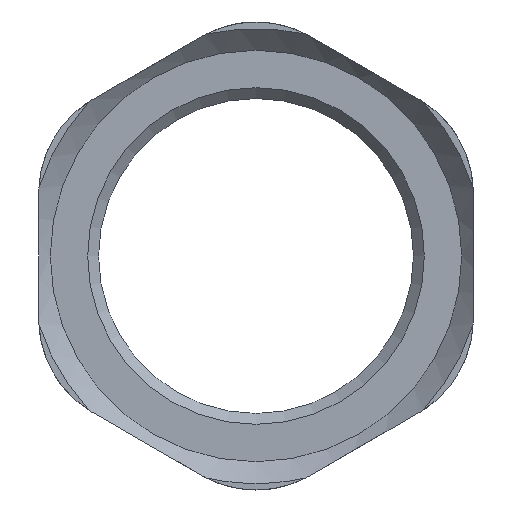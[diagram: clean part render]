
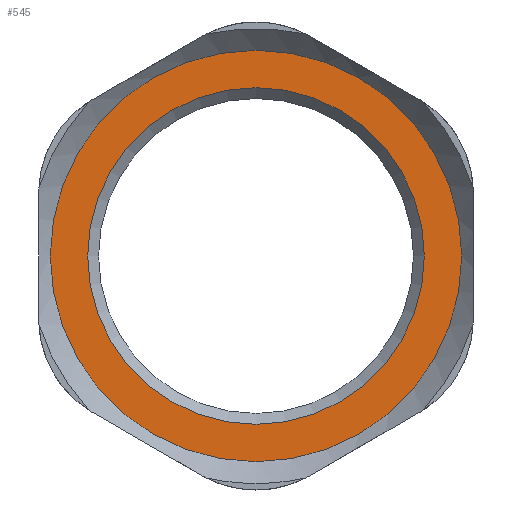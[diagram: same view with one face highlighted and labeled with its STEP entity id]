
A CAD part, front view. The second image highlights one B-rep face of the part: STEP entity #545.
In plain terms, the highlighted planar face has unit normal (0, -1, 0).
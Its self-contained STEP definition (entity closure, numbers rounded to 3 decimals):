
#57=FACE_BOUND('',#113,.T.);
#59=PLANE('',#601);
#82=FACE_OUTER_BOUND('',#112,.T.);
#112=EDGE_LOOP('',(#366));
#113=EDGE_LOOP('',(#367));
#187=CIRCLE('',#598,7.75);
#189=CIRCLE('',#602,9.474);
#211=VERTEX_POINT('',#786);
#213=VERTEX_POINT('',#794);
#272=EDGE_CURVE('',#211,#211,#187,.T.);
#275=EDGE_CURVE('',#213,#213,#189,.T.);
#366=ORIENTED_EDGE('',*,*,#275,.T.);
#367=ORIENTED_EDGE('',*,*,#272,.F.);
#545=ADVANCED_FACE('',(#82,#57),#59,.F.);
#598=AXIS2_PLACEMENT_3D('',#788,#657,#658);
#601=AXIS2_PLACEMENT_3D('',#793,#664,#665);
#602=AXIS2_PLACEMENT_3D('',#795,#666,#667);
#657=DIRECTION('center_axis',(0.,-1.,0.));
#658=DIRECTION('ref_axis',(1.,0.,0.));
#664=DIRECTION('center_axis',(0.,1.,0.));
#665=DIRECTION('ref_axis',(0.,0.,1.));
#666=DIRECTION('center_axis',(0.,-1.,0.));
#667=DIRECTION('ref_axis',(1.,0.,0.));
#786=CARTESIAN_POINT('',(-7.75,-3.5,0.));
#788=CARTESIAN_POINT('Origin',(0.,-3.5,0.));
#793=CARTESIAN_POINT('Origin',(0.,-3.5,9.474));
#794=CARTESIAN_POINT('',(0.,-3.5,-9.474));
#795=CARTESIAN_POINT('Origin',(0.,-3.5,0.));
